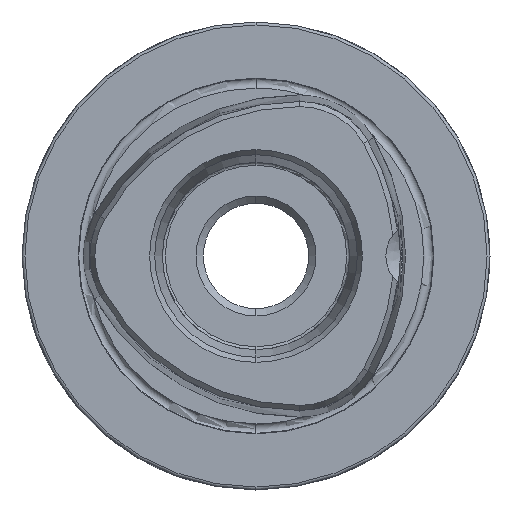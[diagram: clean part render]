
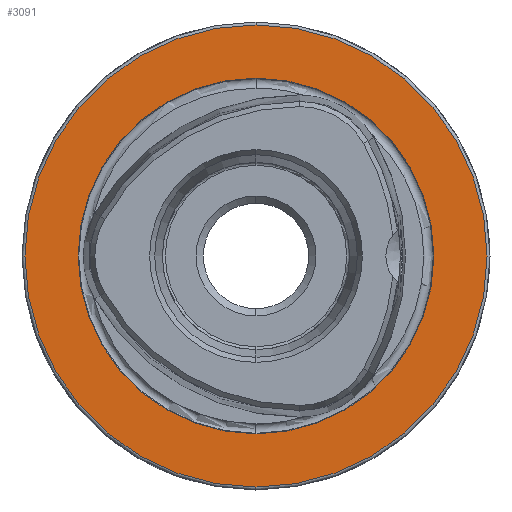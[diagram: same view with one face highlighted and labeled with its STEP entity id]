
A CAD part, left-side view. The second image highlights one B-rep face of the part: STEP entity #3091.
In plain terms, the highlighted planar face has unit normal (-1, 0, 0).
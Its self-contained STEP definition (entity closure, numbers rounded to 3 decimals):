
#1297 = VERTEX_POINT ( 'NONE', #4145 ) ;
#1608 = VERTEX_POINT ( 'NONE', #5612 ) ;
#1653 = CARTESIAN_POINT ( 'NONE',  ( 0., 0., 0. ) ) ;
#1694 = DIRECTION ( 'NONE',  ( -1., 0., 0. ) ) ;
#1729 = DIRECTION ( 'NONE',  ( 0., 0., 1. ) ) ;
#1831 = DIRECTION ( 'NONE',  ( 0., 0., -1. ) ) ;
#1841 = DIRECTION ( 'NONE',  ( 1., 0., 0. ) ) ;
#1853 = PLANE ( 'NONE',  #5468 ) ;
#1972 = CARTESIAN_POINT ( 'NONE',  ( 0., 0., -39.5 ) ) ;
#2214 = EDGE_CURVE ( 'NONE', #5190, #3378, #6482, .T. ) ;
#2517 = EDGE_CURVE ( 'NONE', #1608, #1297, #5548, .T. ) ;
#2827 = AXIS2_PLACEMENT_3D ( 'NONE', #3385, #3372, #3369 ) ;
#2877 = CARTESIAN_POINT ( 'NONE',  ( 0., 30.4, 0. ) ) ;
#3091 = ADVANCED_FACE ( 'NONE', ( #4580, #4772 ), #1853, .F. ) ;
#3265 = ORIENTED_EDGE ( 'NONE', *, *, #2517, .F. ) ;
#3369 = DIRECTION ( 'NONE',  ( 0., 0., 1. ) ) ;
#3372 = DIRECTION ( 'NONE',  ( -1., 0., 0. ) ) ;
#3378 = VERTEX_POINT ( 'NONE', #6881 ) ;
#3385 = CARTESIAN_POINT ( 'NONE',  ( 0., 0., 0. ) ) ;
#3683 = ORIENTED_EDGE ( 'NONE', *, *, #4910, .T. ) ;
#4124 = AXIS2_PLACEMENT_3D ( 'NONE', #6015, #5369, #4893 ) ;
#4145 = CARTESIAN_POINT ( 'NONE',  ( 0., 0., -30.4 ) ) ;
#4406 = ORIENTED_EDGE ( 'NONE', *, *, #2214, .T. ) ;
#4409 = CIRCLE ( 'NONE', #5236, 30.4 ) ;
#4493 = EDGE_CURVE ( 'NONE', #1297, #1608, #4409, .T. ) ;
#4580 = FACE_BOUND ( 'NONE', #4679, .T. ) ;
#4600 = AXIS2_PLACEMENT_3D ( 'NONE', #7322, #7309, #7225 ) ;
#4679 = EDGE_LOOP ( 'NONE', ( #3265, #6959 ) ) ;
#4772 = FACE_OUTER_BOUND ( 'NONE', #5918, .T. ) ;
#4893 = DIRECTION ( 'NONE',  ( 0., 0., 1. ) ) ;
#4910 = EDGE_CURVE ( 'NONE', #3378, #5190, #7102, .T. ) ;
#5190 = VERTEX_POINT ( 'NONE', #1972 ) ;
#5236 = AXIS2_PLACEMENT_3D ( 'NONE', #1653, #1694, #1729 ) ;
#5369 = DIRECTION ( 'NONE',  ( -1., 0., 0. ) ) ;
#5468 = AXIS2_PLACEMENT_3D ( 'NONE', #2877, #1841, #1831 ) ;
#5548 = CIRCLE ( 'NONE', #2827, 30.4 ) ;
#5612 = CARTESIAN_POINT ( 'NONE',  ( 0., 0., 30.4 ) ) ;
#5918 = EDGE_LOOP ( 'NONE', ( #3683, #4406 ) ) ;
#6015 = CARTESIAN_POINT ( 'NONE',  ( 0., 0., 0. ) ) ;
#6482 = CIRCLE ( 'NONE', #4124, 39.5 ) ;
#6881 = CARTESIAN_POINT ( 'NONE',  ( 0., 0., 39.5 ) ) ;
#6959 = ORIENTED_EDGE ( 'NONE', *, *, #4493, .F. ) ;
#7102 = CIRCLE ( 'NONE', #4600, 39.5 ) ;
#7225 = DIRECTION ( 'NONE',  ( 0., 0., 1. ) ) ;
#7309 = DIRECTION ( 'NONE',  ( -1., 0., 0. ) ) ;
#7322 = CARTESIAN_POINT ( 'NONE',  ( 0., 0., 0. ) ) ;
